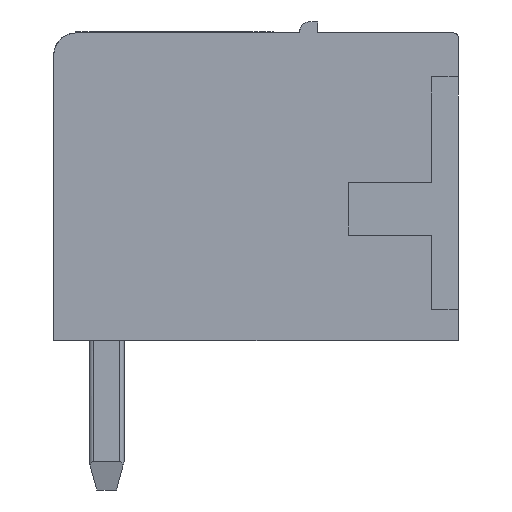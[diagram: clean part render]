
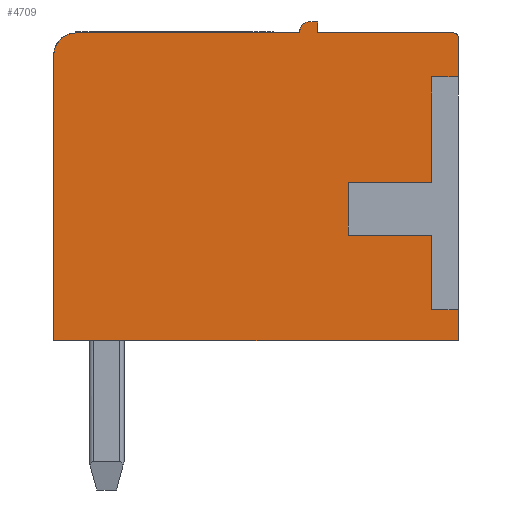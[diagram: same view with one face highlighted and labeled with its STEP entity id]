
A CAD part, left-side view. The second image highlights one B-rep face of the part: STEP entity #4709.
In plain terms, the highlighted planar face has unit normal (-1, 0.018, 0).
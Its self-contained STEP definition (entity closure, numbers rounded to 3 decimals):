
#4709=ADVANCED_FACE('',(#8633),#8634,.F.);
#8633=FACE_OUTER_BOUND('',#14943,.T.);
#8634=PLANE('',#14944);
#14943=EDGE_LOOP('',(#21258,#21259,#21260,#21261,#21262,#21263,#21264,#21265,#21266,#21267,#21268,#21269,#21270,#21271,#21272,#21273,#21274,#21275,#21276));
#14944=AXIS2_PLACEMENT_3D('',#21277,#21278,#21279);
#21258=ORIENTED_EDGE('',*,*,#25095,.T.);
#21259=ORIENTED_EDGE('',*,*,#24572,.T.);
#21260=ORIENTED_EDGE('',*,*,#24575,.F.);
#21261=ORIENTED_EDGE('',*,*,#24605,.F.);
#21262=ORIENTED_EDGE('',*,*,#24624,.F.);
#21263=ORIENTED_EDGE('',*,*,#25096,.F.);
#21264=ORIENTED_EDGE('',*,*,#25097,.T.);
#21265=ORIENTED_EDGE('',*,*,#25098,.T.);
#21266=ORIENTED_EDGE('',*,*,#25099,.T.);
#21267=ORIENTED_EDGE('',*,*,#25100,.T.);
#21268=ORIENTED_EDGE('',*,*,#25101,.T.);
#21269=ORIENTED_EDGE('',*,*,#25102,.T.);
#21270=ORIENTED_EDGE('',*,*,#25103,.T.);
#21271=ORIENTED_EDGE('',*,*,#25104,.F.);
#21272=ORIENTED_EDGE('',*,*,#25089,.F.);
#21273=ORIENTED_EDGE('',*,*,#25105,.F.);
#21274=ORIENTED_EDGE('',*,*,#25106,.T.);
#21275=ORIENTED_EDGE('',*,*,#25107,.F.);
#21276=ORIENTED_EDGE('',*,*,#25108,.F.);
#21277=CARTESIAN_POINT('',(-0.025,-1.414,7.975));
#21278=DIRECTION('',(1.,-0.017,0.));
#21279=DIRECTION('',(0.,0.,-1.0));
#24572=EDGE_CURVE('',#27170,#27188,#27190,.T.);
#24575=EDGE_CURVE('',#27192,#27188,#27194,.T.);
#24605=EDGE_CURVE('',#27243,#27192,#27245,.T.);
#24624=EDGE_CURVE('',#27270,#27243,#27272,.T.);
#25089=EDGE_CURVE('',#27945,#27943,#27947,.T.);
#25095=EDGE_CURVE('',#27955,#27170,#27956,.T.);
#25096=EDGE_CURVE('',#27957,#27270,#27958,.T.);
#25097=EDGE_CURVE('',#27957,#27959,#27960,.T.);
#25098=EDGE_CURVE('',#27959,#27961,#27962,.T.);
#25099=EDGE_CURVE('',#27961,#27963,#27964,.T.);
#25100=EDGE_CURVE('',#27963,#27965,#27966,.T.);
#25101=EDGE_CURVE('',#27965,#27967,#27968,.T.);
#25102=EDGE_CURVE('',#27967,#27969,#27970,.T.);
#25103=EDGE_CURVE('',#27969,#27971,#27972,.T.);
#25104=EDGE_CURVE('',#27943,#27971,#27973,.T.);
#25105=EDGE_CURVE('',#27974,#27945,#27975,.T.);
#25106=EDGE_CURVE('',#27974,#27976,#27977,.T.);
#25107=EDGE_CURVE('',#27978,#27976,#27979,.T.);
#25108=EDGE_CURVE('',#27955,#27978,#27980,.T.);
#27170=VERTEX_POINT('',#30951);
#27188=VERTEX_POINT('',#30974);
#27190=LINE('',#30977,#30978);
#27192=VERTEX_POINT('',#30980);
#27194=ELLIPSE('',#30983,0.5,0.5);
#27243=VERTEX_POINT('',#31054);
#27245=LINE('',#31057,#31058);
#27270=VERTEX_POINT('',#31093);
#27272=LINE('',#31096,#31097);
#27943=VERTEX_POINT('',#32115);
#27945=VERTEX_POINT('',#32118);
#27947=ELLIPSE('',#32121,0.1,0.1);
#27955=VERTEX_POINT('',#32132);
#27956=LINE('',#32133,#32134);
#27957=VERTEX_POINT('',#32135);
#27958=LINE('',#32136,#32137);
#27959=VERTEX_POINT('',#32138);
#27960=LINE('',#32139,#32140);
#27961=VERTEX_POINT('',#32141);
#27962=LINE('',#32142,#32143);
#27963=VERTEX_POINT('',#32144);
#27964=LINE('',#32145,#32146);
#27965=VERTEX_POINT('',#32147);
#27966=LINE('',#32148,#32149);
#27967=VERTEX_POINT('',#32150);
#27968=LINE('',#32151,#32152);
#27969=VERTEX_POINT('',#32153);
#27970=LINE('',#32154,#32155);
#27971=VERTEX_POINT('',#32156);
#27972=LINE('',#32157,#32158);
#27973=LINE('',#32159,#32160);
#27974=VERTEX_POINT('',#32161);
#27975=LINE('',#32162,#32163);
#27976=VERTEX_POINT('',#32164);
#27977=LINE('',#32165,#32166);
#27978=VERTEX_POINT('',#32167);
#27979=LINE('',#32168,#32169);
#27980=ELLIPSE('',#32170,0.2,0.2);
#30951=CARTESIAN_POINT('',(0.063,3.6,7.));
#30974=CARTESIAN_POINT('',(0.152,8.7,7.));
#30977=CARTESIAN_POINT('',(0.083,4.729,7.));
#30978=VECTOR('',#34899,1.0);
#30980=CARTESIAN_POINT('',(0.161,9.2,6.5));
#30983=AXIS2_PLACEMENT_3D('',#34901,#34902,#34903);
#31054=CARTESIAN_POINT('',(0.161,9.2,0.));
#31057=CARTESIAN_POINT('',(0.161,9.2,5.238));
#31058=VECTOR('',#34942,1.0);
#31093=CARTESIAN_POINT('',(0.,0.,0.));
#31096=CARTESIAN_POINT('',(0.083,4.729,0.));
#31097=VECTOR('',#34960,1.0);
#32115=CARTESIAN_POINT('',(0.,0.,6.9));
#32118=CARTESIAN_POINT('',(0.002,0.1,7.));
#32121=AXIS2_PLACEMENT_3D('',#35358,#35359,#35360);
#32132=CARTESIAN_POINT('',(0.063,3.6,7.05));
#32133=CARTESIAN_POINT('',(0.063,3.6,5.238));
#32134=VECTOR('',#35364,1.0);
#32135=CARTESIAN_POINT('',(0.,0.,0.7));
#32136=CARTESIAN_POINT('',(0.,0.,5.238));
#32137=VECTOR('',#35365,1.0);
#32138=CARTESIAN_POINT('',(0.01,0.6,0.7));
#32139=CARTESIAN_POINT('',(0.083,4.729,0.7));
#32140=VECTOR('',#35366,1.0);
#32141=CARTESIAN_POINT('',(0.01,0.6,2.4));
#32142=CARTESIAN_POINT('',(0.01,0.6,5.238));
#32143=VECTOR('',#35367,1.0);
#32144=CARTESIAN_POINT('',(0.044,2.5,2.4));
#32145=CARTESIAN_POINT('',(0.083,4.729,2.4));
#32146=VECTOR('',#35368,1.0);
#32147=CARTESIAN_POINT('',(0.044,2.5,3.6));
#32148=CARTESIAN_POINT('',(0.044,2.5,5.238));
#32149=VECTOR('',#35369,1.0);
#32150=CARTESIAN_POINT('',(0.01,0.6,3.6));
#32151=CARTESIAN_POINT('',(0.083,4.729,3.6));
#32152=VECTOR('',#35370,1.0);
#32153=CARTESIAN_POINT('',(0.01,0.6,6.));
#32154=CARTESIAN_POINT('',(0.01,0.6,5.238));
#32155=VECTOR('',#35371,1.0);
#32156=CARTESIAN_POINT('',(0.,0.,6.));
#32157=CARTESIAN_POINT('',(0.083,4.729,6.));
#32158=VECTOR('',#35372,1.0);
#32159=CARTESIAN_POINT('',(0.,0.,5.238));
#32160=VECTOR('',#35373,1.0);
#32161=CARTESIAN_POINT('',(0.056,3.2,7.));
#32162=CARTESIAN_POINT('',(0.083,4.729,7.));
#32163=VECTOR('',#35374,1.0);
#32164=CARTESIAN_POINT('',(0.056,3.2,7.25));
#32165=CARTESIAN_POINT('',(0.056,3.2,5.238));
#32166=VECTOR('',#35375,1.0);
#32167=CARTESIAN_POINT('',(0.059,3.4,7.25));
#32168=CARTESIAN_POINT('',(0.083,4.729,7.25));
#32169=VECTOR('',#35376,1.0);
#32170=AXIS2_PLACEMENT_3D('',#35377,#35378,#35379);
#34899=DIRECTION('',(0.017,1.,0.));
#34901=CARTESIAN_POINT('',(0.152,8.7,6.5));
#34902=DIRECTION('',(1.,-0.017,0.));
#34903=DIRECTION('',(0.017,1.,0.));
#34942=DIRECTION('',(0.,0.,1.0));
#34960=DIRECTION('',(0.017,1.,0.));
#35358=CARTESIAN_POINT('',(0.002,0.1,6.9));
#35359=DIRECTION('',(1.,-0.017,0.));
#35360=DIRECTION('',(0.017,1.,0.));
#35364=DIRECTION('',(0.,0.,-1.0));
#35365=DIRECTION('',(0.,0.,-1.0));
#35366=DIRECTION('',(0.017,1.,0.));
#35367=DIRECTION('',(0.,0.,1.0));
#35368=DIRECTION('',(0.017,1.,0.));
#35369=DIRECTION('',(0.,0.,1.0));
#35370=DIRECTION('',(-0.017,-1.,0.));
#35371=DIRECTION('',(0.,0.,1.0));
#35372=DIRECTION('',(-0.017,-1.,0.));
#35373=DIRECTION('',(0.,0.,-1.0));
#35374=DIRECTION('',(-0.017,-1.,0.));
#35375=DIRECTION('',(0.,0.,1.0));
#35376=DIRECTION('',(-0.017,-1.,0.));
#35377=CARTESIAN_POINT('',(0.059,3.4,7.05));
#35378=DIRECTION('',(1.,-0.017,0.));
#35379=DIRECTION('',(0.017,1.,0.));
